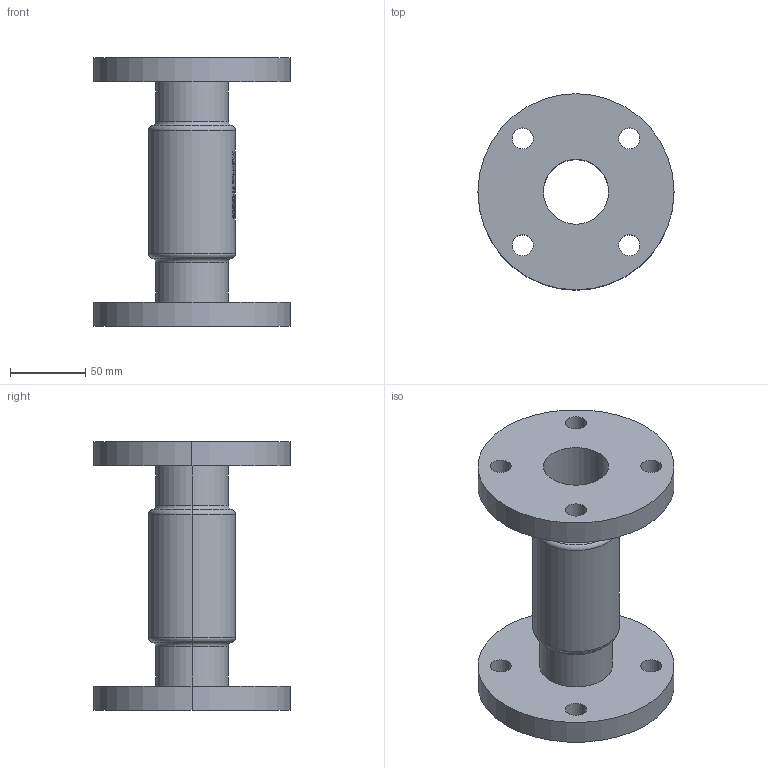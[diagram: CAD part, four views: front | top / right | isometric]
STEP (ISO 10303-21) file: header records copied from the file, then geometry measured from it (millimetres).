
FILE_DESCRIPTION (( 'STEP AP214' ), '1' );
FILE_NAME ('7120000_DN040_PN06_51420203.STEP', '2022-02-04T10:47:16', ( 'axxx' ), ( 'Hewlett-Packard Company' ), 'SwSTEP 2.0', 'SolidWorks 2019', '' );
FILE_SCHEMA (( 'AUTOMOTIVE_DESIGN' ));
Length unit declared in the file: millimetre
Products named in the file (1): 7120000_DN040_PN06_51420203
Bounding box: 130 x 130 x 178 mm (x, y, z)
Volume: 479409.7 mm3; surface area: 114633.2 mm2
Topology: 1 solids, 1 shells, 541 faces, 1455 edges, 966 vertices
Faces by surface type: plane 239, bspline 232, cylinder 62, torus 8
Entity records: 30388 total; most frequent: CARTESIAN_POINT 18431, ORIENTED_EDGE 2910, DIRECTION 1668, EDGE_CURVE 1455, VERTEX_POINT 966, LINE 762, VECTOR 762, EDGE_LOOP 609
